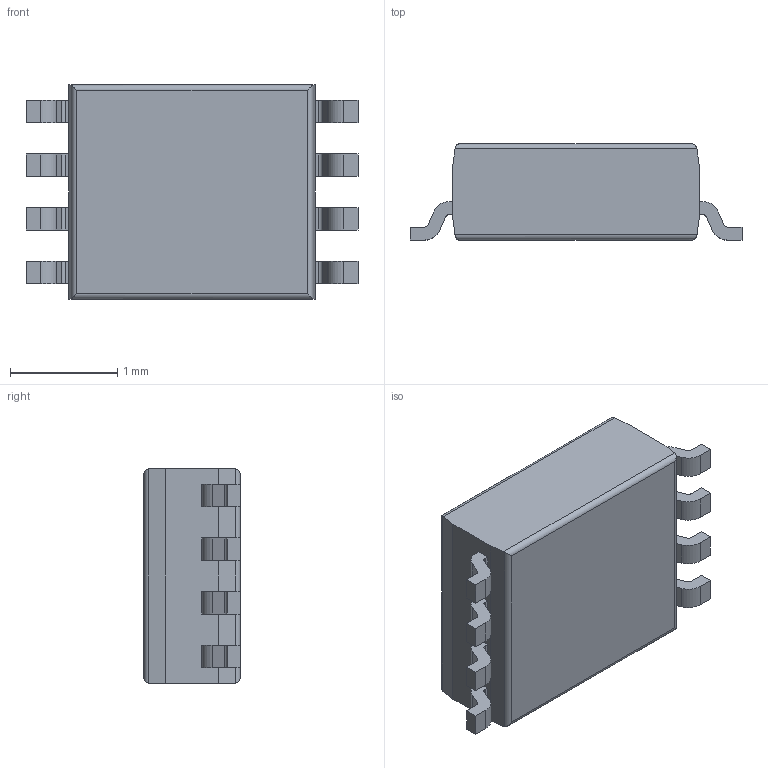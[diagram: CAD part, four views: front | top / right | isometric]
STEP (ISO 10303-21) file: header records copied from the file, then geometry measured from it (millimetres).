
FILE_DESCRIPTION (( 'STEP AP214' ), '1' );
FILE_NAME ( 'SOP8P50_200X310X90L27X21N_Q3.step', '2019-09-04T23:27:47', ( '' ), ( '' ), 'Part was generated with the free Library Expert Lite available at www.PCBLibraries.com. Removing line will violate the End User License Agreement.', '©2017 PCB Libraries, Inc.', '' );
FILE_SCHEMA (( 'AUTOMOTIVE_DESIGN' ));
Length unit declared in the file: millimetre
Products named in the file (1): SOP8P50_200X310X90L27X21N_Q3
Bounding box: 3.1 x 0.9 x 2 mm (x, y, z)
Volume: 4.2 mm3; surface area: 19.6 mm2
Topology: 9 solids, 9 shells, 133 faces, 342 edges, 228 vertices
Faces by surface type: plane 91, cylinder 40, torus 2
Entity records: 4535 total; most frequent: CARTESIAN_POINT 752, ORIENTED_EDGE 684, DIRECTION 664, EDGE_CURVE 342, VECTOR 256, LINE 256, VERTEX_POINT 228, AXIS2_PLACEMENT_3D 204
